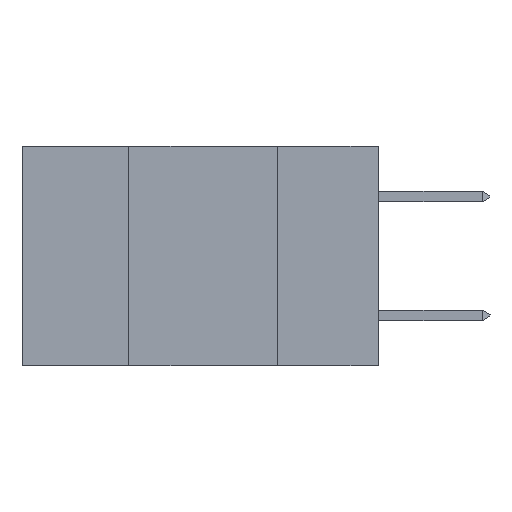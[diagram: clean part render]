
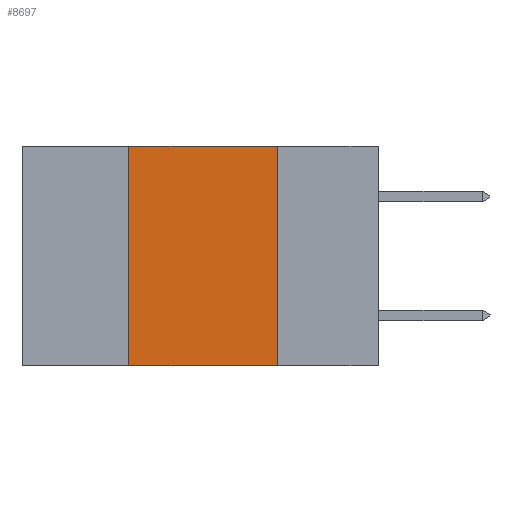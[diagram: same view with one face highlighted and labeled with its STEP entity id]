
A CAD part, left-side view. The second image highlights one B-rep face of the part: STEP entity #8697.
In plain terms, the highlighted planar face has unit normal (-1, 0, 0).
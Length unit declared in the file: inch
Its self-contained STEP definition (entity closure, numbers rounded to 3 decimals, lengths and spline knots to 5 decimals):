
#57 = CARTESIAN_POINT ( 'NONE',  ( 0., 0.6, -0.37 ) ) ;
#101 = EDGE_CURVE ( 'NONE', #9178, #468, #820, .T. ) ;
#468 = VERTEX_POINT ( 'NONE', #3500 ) ;
#533 = PLANE ( 'NONE',  #6015 ) ;
#680 = CARTESIAN_POINT ( 'NONE',  ( 0., 0.42, -0.37 ) ) ;
#696 = DIRECTION ( 'NONE',  ( 0., 0., -1. ) ) ;
#820 = LINE ( 'NONE', #57, #2163 ) ;
#1353 = CARTESIAN_POINT ( 'NONE',  ( 0., 0.17, 0. ) ) ;
#2163 = VECTOR ( 'NONE', #8954, 39.37008 ) ;
#2261 = LINE ( 'NONE', #3000, #5150 ) ;
#2552 = ORIENTED_EDGE ( 'NONE', *, *, #5225, .F. ) ;
#2910 = VECTOR ( 'NONE', #7458, 39.37008 ) ;
#3000 = CARTESIAN_POINT ( 'NONE',  ( 0., 0.42, 0. ) ) ;
#3019 = CARTESIAN_POINT ( 'NONE',  ( 0., 0.42, 0. ) ) ;
#3500 = CARTESIAN_POINT ( 'NONE',  ( 0., 0.17, -0.37 ) ) ;
#4199 = LINE ( 'NONE', #1353, #7587 ) ;
#4649 = DIRECTION ( 'NONE',  ( 1., 0., 0. ) ) ;
#4871 = LINE ( 'NONE', #6698, #2910 ) ;
#4947 = DIRECTION ( 'NONE',  ( 0., 0., -1. ) ) ;
#5090 = EDGE_LOOP ( 'NONE', ( #7526, #5292, #2552, #5781 ) ) ;
#5093 = FACE_OUTER_BOUND ( 'NONE', #5090, .T. ) ;
#5100 = VERTEX_POINT ( 'NONE', #6781 ) ;
#5150 = VECTOR ( 'NONE', #7485, 39.37008 ) ;
#5225 = EDGE_CURVE ( 'NONE', #9178, #6361, #2261, .T. ) ;
#5292 = ORIENTED_EDGE ( 'NONE', *, *, #9273, .F. ) ;
#5781 = ORIENTED_EDGE ( 'NONE', *, *, #101, .T. ) ;
#6015 = AXIS2_PLACEMENT_3D ( 'NONE', #9021, #4649, #4947 ) ;
#6167 = EDGE_CURVE ( 'NONE', #5100, #468, #4199, .T. ) ;
#6361 = VERTEX_POINT ( 'NONE', #3019 ) ;
#6698 = CARTESIAN_POINT ( 'NONE',  ( 0., 0.6, 0. ) ) ;
#6781 = CARTESIAN_POINT ( 'NONE',  ( 0., 0.17, 0. ) ) ;
#7458 = DIRECTION ( 'NONE',  ( 0., -1., 0. ) ) ;
#7485 = DIRECTION ( 'NONE',  ( 0., 0., 1. ) ) ;
#7526 = ORIENTED_EDGE ( 'NONE', *, *, #6167, .F. ) ;
#7587 = VECTOR ( 'NONE', #696, 39.37008 ) ;
#8697 = ADVANCED_FACE ( 'NONE', ( #5093 ), #533, .F. ) ;
#8954 = DIRECTION ( 'NONE',  ( 0., -1., 0. ) ) ;
#9021 = CARTESIAN_POINT ( 'NONE',  ( 0., 0.6, 0. ) ) ;
#9178 = VERTEX_POINT ( 'NONE', #680 ) ;
#9273 = EDGE_CURVE ( 'NONE', #6361, #5100, #4871, .T. ) ;
